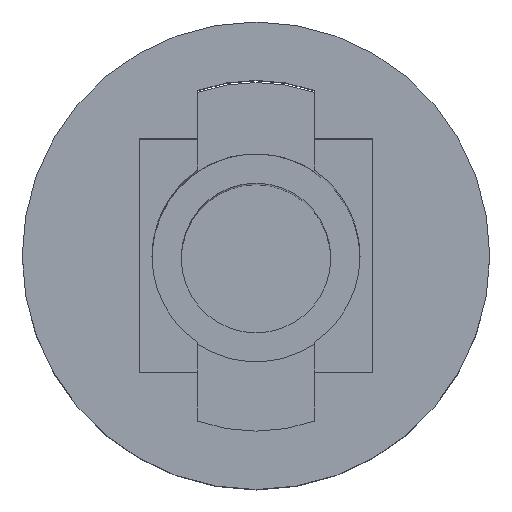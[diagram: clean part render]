
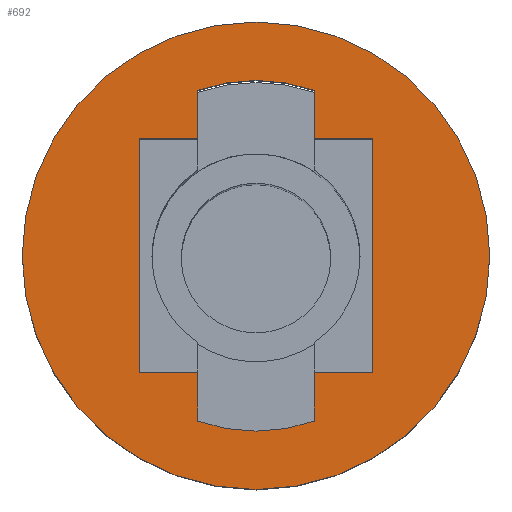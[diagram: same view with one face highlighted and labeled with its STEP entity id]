
A CAD part, top view. The second image highlights one B-rep face of the part: STEP entity #692.
In plain terms, the highlighted planar face has unit normal (0, 0, 1).
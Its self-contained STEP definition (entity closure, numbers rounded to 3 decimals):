
#35=PLANE('',#785);
#54=LINE('',#1162,#106);
#56=LINE('',#1168,#108);
#68=LINE('',#1196,#120);
#70=LINE('',#1199,#122);
#71=LINE('',#1202,#123);
#74=LINE('',#1207,#126);
#78=LINE('',#1214,#130);
#79=LINE('',#1216,#131);
#87=LINE('',#1241,#139);
#89=LINE('',#1249,#141);
#106=VECTOR('',#895,10.);
#108=VECTOR('',#899,10.);
#120=VECTOR('',#921,10.);
#122=VECTOR('',#925,10.);
#123=VECTOR('',#928,10.);
#126=VECTOR('',#933,10.);
#130=VECTOR('',#939,10.);
#131=VECTOR('',#942,10.);
#139=VECTOR('',#968,10.);
#141=VECTOR('',#980,10.);
#160=FACE_BOUND('',#260,.T.);
#202=FACE_OUTER_BOUND('',#259,.T.);
#259=EDGE_LOOP('',(#613));
#260=EDGE_LOOP('',(#614,#615,#616,#617,#618,#619,#620,#621,#622,#623,#624,
#625));
#286=CIRCLE('',#745,7.5);
#288=CIRCLE('',#749,7.5);
#290=CIRCLE('',#753,10.);
#325=VERTEX_POINT('',#1122);
#326=VERTEX_POINT('',#1124);
#329=VERTEX_POINT('',#1134);
#330=VERTEX_POINT('',#1136);
#333=VERTEX_POINT('',#1146);
#336=VERTEX_POINT('',#1156);
#338=VERTEX_POINT('',#1160);
#339=VERTEX_POINT('',#1164);
#341=VERTEX_POINT('',#1167);
#351=VERTEX_POINT('',#1193);
#352=VERTEX_POINT('',#1195);
#353=VERTEX_POINT('',#1201);
#354=VERTEX_POINT('',#1205);
#393=EDGE_CURVE('',#326,#325,#286,.T.);
#399=EDGE_CURVE('',#330,#329,#288,.T.);
#404=EDGE_CURVE('',#333,#333,#290,.T.);
#411=EDGE_CURVE('',#336,#338,#54,.T.);
#413=EDGE_CURVE('',#341,#339,#56,.T.);
#427=EDGE_CURVE('',#352,#351,#68,.T.);
#429=EDGE_CURVE('',#338,#352,#70,.T.);
#430=EDGE_CURVE('',#353,#341,#71,.T.);
#433=EDGE_CURVE('',#354,#353,#74,.T.);
#437=EDGE_CURVE('',#339,#330,#78,.T.);
#438=EDGE_CURVE('',#325,#354,#79,.T.);
#451=EDGE_CURVE('',#351,#326,#87,.T.);
#455=EDGE_CURVE('',#329,#336,#89,.T.);
#613=ORIENTED_EDGE('',*,*,#404,.F.);
#614=ORIENTED_EDGE('',*,*,#413,.T.);
#615=ORIENTED_EDGE('',*,*,#437,.T.);
#616=ORIENTED_EDGE('',*,*,#399,.T.);
#617=ORIENTED_EDGE('',*,*,#455,.T.);
#618=ORIENTED_EDGE('',*,*,#411,.T.);
#619=ORIENTED_EDGE('',*,*,#429,.T.);
#620=ORIENTED_EDGE('',*,*,#427,.T.);
#621=ORIENTED_EDGE('',*,*,#451,.T.);
#622=ORIENTED_EDGE('',*,*,#393,.T.);
#623=ORIENTED_EDGE('',*,*,#438,.T.);
#624=ORIENTED_EDGE('',*,*,#433,.T.);
#625=ORIENTED_EDGE('',*,*,#430,.T.);
#692=ADVANCED_FACE('',(#202,#160),#35,.T.);
#745=AXIS2_PLACEMENT_3D('',#1125,#855,#856);
#749=AXIS2_PLACEMENT_3D('',#1137,#867,#868);
#753=AXIS2_PLACEMENT_3D('',#1147,#878,#879);
#785=AXIS2_PLACEMENT_3D('',#1251,#982,#983);
#855=DIRECTION('center_axis',(0.,0.,-1.));
#856=DIRECTION('ref_axis',(-1.,0.,0.));
#867=DIRECTION('center_axis',(0.,0.,-1.));
#868=DIRECTION('ref_axis',(-1.,0.,0.));
#878=DIRECTION('center_axis',(0.,0.,-1.));
#879=DIRECTION('ref_axis',(-1.,0.,0.));
#895=DIRECTION('',(-1.,0.,0.));
#899=DIRECTION('',(-1.,0.,0.));
#921=DIRECTION('',(1.,0.,0.));
#925=DIRECTION('',(0.,1.,0.));
#928=DIRECTION('',(0.,-1.,0.));
#933=DIRECTION('',(1.,0.,0.));
#939=DIRECTION('',(0.,-1.,0.));
#942=DIRECTION('',(0.,-1.,0.));
#968=DIRECTION('',(0.,1.,0.));
#980=DIRECTION('',(0.,1.,0.));
#982=DIRECTION('center_axis',(0.,0.,1.));
#983=DIRECTION('ref_axis',(1.,0.,0.));
#1122=CARTESIAN_POINT('',(2.5,7.071,135.));
#1124=CARTESIAN_POINT('',(-2.5,7.071,135.));
#1125=CARTESIAN_POINT('Origin',(0.,0.,135.));
#1134=CARTESIAN_POINT('',(-2.5,-7.071,135.));
#1136=CARTESIAN_POINT('',(2.5,-7.071,135.));
#1137=CARTESIAN_POINT('Origin',(0.,0.,135.));
#1146=CARTESIAN_POINT('',(10.,0.,135.));
#1147=CARTESIAN_POINT('Origin',(0.,0.,135.));
#1156=CARTESIAN_POINT('',(-2.5,-5.,135.));
#1160=CARTESIAN_POINT('',(-5.,-5.,135.));
#1162=CARTESIAN_POINT('',(2.5,-5.,135.));
#1164=CARTESIAN_POINT('',(2.5,-5.,135.));
#1167=CARTESIAN_POINT('',(5.,-5.,135.));
#1168=CARTESIAN_POINT('',(2.5,-5.,135.));
#1193=CARTESIAN_POINT('',(-2.5,5.,135.));
#1195=CARTESIAN_POINT('',(-5.,5.,135.));
#1196=CARTESIAN_POINT('',(-2.5,5.,135.));
#1199=CARTESIAN_POINT('',(-5.,-2.5,135.));
#1201=CARTESIAN_POINT('',(5.,5.,135.));
#1202=CARTESIAN_POINT('',(5.,2.5,135.));
#1205=CARTESIAN_POINT('',(2.5,5.,135.));
#1207=CARTESIAN_POINT('',(-2.5,5.,135.));
#1214=CARTESIAN_POINT('',(2.5,3.75,135.));
#1216=CARTESIAN_POINT('',(2.5,3.75,135.));
#1241=CARTESIAN_POINT('',(-2.5,3.75,135.));
#1249=CARTESIAN_POINT('',(-2.5,3.75,135.));
#1251=CARTESIAN_POINT('Origin',(0.,0.,
135.));
